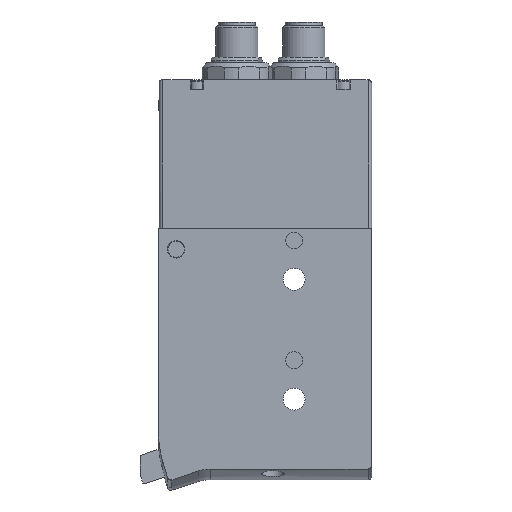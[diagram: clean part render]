
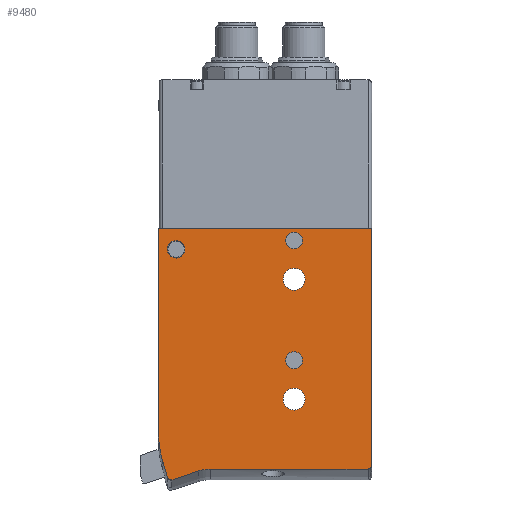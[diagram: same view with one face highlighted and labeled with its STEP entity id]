
A CAD part, left-side view. The second image highlights one B-rep face of the part: STEP entity #9480.
In plain terms, the highlighted planar face has unit normal (-1, 0, 0).
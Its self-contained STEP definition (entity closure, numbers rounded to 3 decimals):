
#339=LINE('',#13201,#858);
#398=LINE('',#13423,#917);
#406=LINE('',#13452,#925);
#413=LINE('',#13507,#932);
#858=VECTOR('',#10958,1000.);
#917=VECTOR('',#11097,1000.);
#925=VECTOR('',#11113,1000.);
#932=VECTOR('',#11140,1000.);
#1338=B_SPLINE_CURVE_WITH_KNOTS('',3,(#13439,#13440,#13441,#13442),
 .UNSPECIFIED.,.F.,.F.,(4,4),(0.028,0.036),
 .UNSPECIFIED.);
#1339=B_SPLINE_CURVE_WITH_KNOTS('',3,(#13481,#13482,#13483,#13484),
 .UNSPECIFIED.,.F.,.F.,(4,4),(0.031,0.037),
 .UNSPECIFIED.);
#1340=B_SPLINE_CURVE_WITH_KNOTS('',3,(#13486,#13487,#13488,#13489,#13490),
 .UNSPECIFIED.,.F.,.F.,(4,1,4),(0.006,0.007,
0.008),.UNSPECIFIED.);
#1341=B_SPLINE_CURVE_WITH_KNOTS('',3,(#13492,#13493,#13494,#13495),
 .UNSPECIFIED.,.F.,.F.,(4,4),(0.02,0.028),
 .UNSPECIFIED.);
#1342=B_SPLINE_CURVE_WITH_KNOTS('',3,(#13497,#13498,#13499,#13500),
 .UNSPECIFIED.,.F.,.F.,(4,4),(0.023,0.026),
 .UNSPECIFIED.);
#1343=B_SPLINE_CURVE_WITH_KNOTS('',3,(#13501,#13502,#13503,#13504,#13505),
 .UNSPECIFIED.,.F.,.F.,(4,1,4),(0.005,0.006,
0.007),.UNSPECIFIED.);
#1772=ORIENTED_EDGE('',*,*,#3667,.T.);
#1773=ORIENTED_EDGE('',*,*,#3668,.T.);
#1774=ORIENTED_EDGE('',*,*,#3669,.F.);
#1775=ORIENTED_EDGE('',*,*,#3670,.F.);
#1776=ORIENTED_EDGE('',*,*,#3671,.T.);
#1777=ORIENTED_EDGE('',*,*,#3652,.F.);
#1778=ORIENTED_EDGE('',*,*,#3672,.T.);
#1779=ORIENTED_EDGE('',*,*,#3673,.F.);
#1780=ORIENTED_EDGE('',*,*,#3674,.T.);
#1781=ORIENTED_EDGE('',*,*,#3675,.T.);
#1782=ORIENTED_EDGE('',*,*,#3550,.T.);
#1783=ORIENTED_EDGE('',*,*,#3676,.F.);
#1784=ORIENTED_EDGE('',*,*,#3677,.F.);
#1785=ORIENTED_EDGE('',*,*,#3657,.F.);
#1786=ORIENTED_EDGE('',*,*,#3646,.F.);
#3550=EDGE_CURVE('',#4502,#4501,#339,.T.);
#3646=EDGE_CURVE('',#4573,#4574,#398,.T.);
#3652=EDGE_CURVE('',#4578,#4573,#1338,.T.);
#3657=EDGE_CURVE('',#4574,#4582,#406,.T.);
#3667=EDGE_CURVE('',#4589,#4589,#5141,.T.);
#3668=EDGE_CURVE('',#4590,#4590,#5142,.T.);
#3669=EDGE_CURVE('',#4591,#4591,#5143,.T.);
#3670=EDGE_CURVE('',#4592,#4592,#5144,.T.);
#3671=EDGE_CURVE('',#4593,#4593,#5145,.T.);
#3672=EDGE_CURVE('',#4578,#4594,#1339,.T.);
#3673=EDGE_CURVE('',#4595,#4594,#1340,.T.);
#3674=EDGE_CURVE('',#4595,#4596,#1341,.T.);
#3675=EDGE_CURVE('',#4596,#4502,#1342,.T.);
#3676=EDGE_CURVE('',#4597,#4501,#1343,.T.);
#3677=EDGE_CURVE('',#4582,#4597,#413,.T.);
#4501=VERTEX_POINT('',#13200);
#4502=VERTEX_POINT('',#13202);
#4573=VERTEX_POINT('',#13422);
#4574=VERTEX_POINT('',#13424);
#4578=VERTEX_POINT('',#13438);
#4582=VERTEX_POINT('',#13453);
#4589=VERTEX_POINT('',#13472);
#4590=VERTEX_POINT('',#13474);
#4591=VERTEX_POINT('',#13476);
#4592=VERTEX_POINT('',#13478);
#4593=VERTEX_POINT('',#13480);
#4594=VERTEX_POINT('',#13485);
#4595=VERTEX_POINT('',#13491);
#4596=VERTEX_POINT('',#13496);
#4597=VERTEX_POINT('',#13506);
#5141=CIRCLE('',#10043,2.4);
#5142=CIRCLE('',#10044,2.4);
#5143=CIRCLE('',#10045,3.1);
#5144=CIRCLE('',#10046,3.1);
#5145=CIRCLE('',#10047,2.5);
#5440=EDGE_LOOP('',(#1772));
#5441=EDGE_LOOP('',(#1773));
#5442=EDGE_LOOP('',(#1774));
#5443=EDGE_LOOP('',(#1775));
#5444=EDGE_LOOP('',(#1776));
#5445=EDGE_LOOP('',(#1777,#1778,#1779,#1780,#1781,#1782,#1783,#1784,#1785,
#1786));
#6020=FACE_BOUND('',#5440,.T.);
#6021=FACE_BOUND('',#5441,.T.);
#6022=FACE_BOUND('',#5442,.T.);
#6023=FACE_BOUND('',#5443,.T.);
#6024=FACE_BOUND('',#5444,.T.);
#6025=FACE_BOUND('',#5445,.T.);
#6540=PLANE('',#10042);
#9480=ADVANCED_FACE('',(#6020,#6021,#6022,#6023,#6024,#6025),#6540,.F.);
#10042=AXIS2_PLACEMENT_3D('',#13470,#11128,#11129);
#10043=AXIS2_PLACEMENT_3D('',#13471,#11130,#11131);
#10044=AXIS2_PLACEMENT_3D('',#13473,#11132,#11133);
#10045=AXIS2_PLACEMENT_3D('',#13475,#11134,#11135);
#10046=AXIS2_PLACEMENT_3D('',#13477,#11136,#11137);
#10047=AXIS2_PLACEMENT_3D('',#13479,#11138,#11139);
#10958=DIRECTION('',(0.,-1.,0.));
#11097=DIRECTION('',(0.,0.,1.));
#11113=DIRECTION('',(0.,-1.,0.));
#11128=DIRECTION('',(1.,0.,0.));
#11129=DIRECTION('',(0.,0.,-1.));
#11130=DIRECTION('',(1.,0.,0.));
#11131=DIRECTION('',(0.,0.,-1.));
#11132=DIRECTION('',(1.,0.,0.));
#11133=DIRECTION('',(0.,0.,-1.));
#11134=DIRECTION('',(-1.,0.,0.));
#11135=DIRECTION('',(0.,0.,1.));
#11136=DIRECTION('',(-1.,0.,0.));
#11137=DIRECTION('',(0.,0.,1.));
#11138=DIRECTION('',(1.,0.,0.));
#11139=DIRECTION('',(0.,0.,-1.));
#11140=DIRECTION('',(0.,0.,-1.));
#13200=CARTESIAN_POINT('',(-17.5,-29.25,-110.451));
#13201=CARTESIAN_POINT('',(-17.5,-30.25,-110.451));
#13202=CARTESIAN_POINT('',(-17.5,15.507,-110.451));
#13422=CARTESIAN_POINT('',(-17.5,30.25,-99.823));
#13423=CARTESIAN_POINT('',(-17.5,30.25,-116.4));
#13424=CARTESIAN_POINT('',(-17.5,30.25,-42.1));
#13438=CARTESIAN_POINT('',(-17.5,29.093,-107.968));
#13439=CARTESIAN_POINT('',(-17.5,29.093,-107.968));
#13440=CARTESIAN_POINT('',(-17.5,29.868,-105.338));
#13441=CARTESIAN_POINT('',(-17.5,30.25,-102.568));
#13442=CARTESIAN_POINT('',(-17.5,30.25,-99.823));
#13452=CARTESIAN_POINT('',(-17.5,29.25,-42.1));
#13453=CARTESIAN_POINT('',(-17.5,-30.25,-42.1));
#13470=CARTESIAN_POINT('',(-17.5,29.25,-1.));
#13471=CARTESIAN_POINT('',(-17.5,-8.25,-79.6));
#13472=CARTESIAN_POINT('',(-17.5,-8.25,-82.));
#13473=CARTESIAN_POINT('',(-17.5,-8.25,-45.6));
#13474=CARTESIAN_POINT('',(-17.5,-8.25,-48.));
#13475=CARTESIAN_POINT('',(-17.5,-8.25,-90.6));
#13476=CARTESIAN_POINT('',(-17.5,-8.25,-87.5));
#13477=CARTESIAN_POINT('',(-17.5,-8.25,-56.6));
#13478=CARTESIAN_POINT('',(-17.5,-8.25,-53.5));
#13479=CARTESIAN_POINT('',(-17.5,25.25,-48.1));
#13480=CARTESIAN_POINT('',(-17.5,25.25,-50.6));
#13481=CARTESIAN_POINT('',(-17.5,29.093,-107.968));
#13482=CARTESIAN_POINT('',(-17.5,28.615,-109.59));
#13483=CARTESIAN_POINT('',(-17.5,28.133,-111.211));
#13484=CARTESIAN_POINT('',(-17.5,27.65,-112.832));
#13485=CARTESIAN_POINT('',(-17.5,27.65,-112.832));
#13486=CARTESIAN_POINT('',(-17.5,26.396,-113.522));
#13487=CARTESIAN_POINT('',(-17.5,26.647,-113.605));
#13488=CARTESIAN_POINT('',(-17.5,27.227,-113.544));
#13489=CARTESIAN_POINT('',(-17.5,27.574,-113.088));
#13490=CARTESIAN_POINT('',(-17.5,27.65,-112.832));
#13491=CARTESIAN_POINT('',(-17.5,26.396,-113.522));
#13492=CARTESIAN_POINT('',(-17.5,26.396,-113.522));
#13493=CARTESIAN_POINT('',(-17.5,23.868,-112.68));
#13494=CARTESIAN_POINT('',(-17.5,21.341,-111.837));
#13495=CARTESIAN_POINT('',(-17.5,18.815,-110.992));
#13496=CARTESIAN_POINT('',(-17.5,18.815,-110.992));
#13497=CARTESIAN_POINT('',(-17.5,18.815,-110.992));
#13498=CARTESIAN_POINT('',(-17.5,17.746,-110.634));
#13499=CARTESIAN_POINT('',(-17.5,16.631,-110.451));
#13500=CARTESIAN_POINT('',(-17.5,15.507,-110.451));
#13501=CARTESIAN_POINT('',(-17.5,-30.25,-109.387));
#13502=CARTESIAN_POINT('',(-17.5,-30.25,-109.659));
#13503=CARTESIAN_POINT('',(-17.5,-30.051,-110.2));
#13504=CARTESIAN_POINT('',(-17.5,-29.522,-110.451));
#13505=CARTESIAN_POINT('',(-17.5,-29.25,-110.451));
#13506=CARTESIAN_POINT('',(-17.5,-30.25,-109.387));
#13507=CARTESIAN_POINT('',(-17.5,-30.25,-1.));
